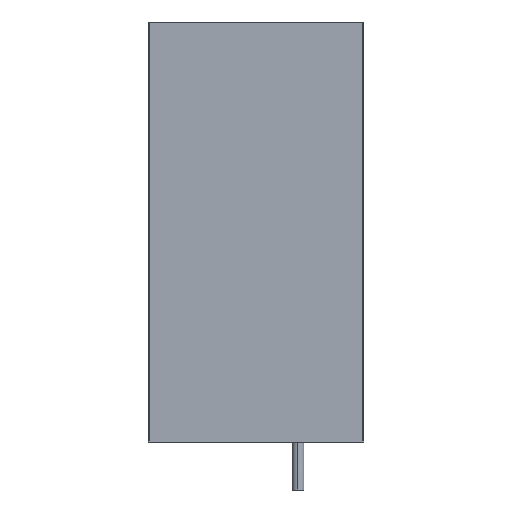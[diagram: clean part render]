
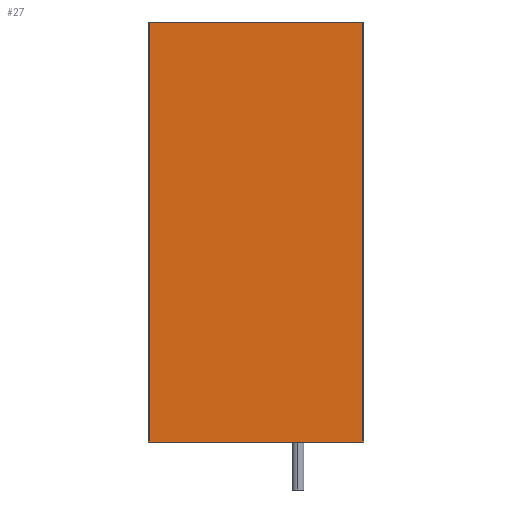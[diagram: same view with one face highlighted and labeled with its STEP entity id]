
A CAD part, left-side view. The second image highlights one B-rep face of the part: STEP entity #27.
In plain terms, the highlighted planar face has unit normal (-1, 0, 0).
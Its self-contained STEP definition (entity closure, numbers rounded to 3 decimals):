
#27=ADVANCED_FACE('',(#153),#2165,.T.);
#153=FACE_OUTER_BOUND('',#279,.T.);
#279=EDGE_LOOP('',(#441,#442,#443,#444));
#441=ORIENTED_EDGE('',*,*,#1350,.T.);
#442=ORIENTED_EDGE('',*,*,#1295,.F.);
#443=ORIENTED_EDGE('',*,*,#1351,.T.);
#444=ORIENTED_EDGE('',*,*,#1294,.T.);
#1294=EDGE_CURVE('',#1974,#1973,#1505,.T.);
#1295=EDGE_CURVE('',#1976,#1975,#1506,.T.);
#1350=EDGE_CURVE('',#1973,#1975,#1548,.T.);
#1351=EDGE_CURVE('',#1976,#1974,#1549,.T.);
#1505=B_SPLINE_CURVE_WITH_KNOTS('',1,(#3377,#3378),.UNSPECIFIED.,.F.,.F.,
(2,2),(88.1,105.9),.UNSPECIFIED.);
#1506=B_SPLINE_CURVE_WITH_KNOTS('',1,(#3379,#3380),.UNSPECIFIED.,.F.,.F.,
(2,2),(88.1,105.9),.UNSPECIFIED.);
#1548=B_SPLINE_CURVE_WITH_KNOTS('',1,(#3502,#3503),.UNSPECIFIED.,.F.,.F.,
(2,2),(0.,35.),.UNSPECIFIED.);
#1549=B_SPLINE_CURVE_WITH_KNOTS('',1,(#3504,#3505),.UNSPECIFIED.,.F.,.F.,
(2,2),(0.,35.),.UNSPECIFIED.);
#1973=VERTEX_POINT('',#2761);
#1974=VERTEX_POINT('',#2762);
#1975=VERTEX_POINT('',#2763);
#1976=VERTEX_POINT('',#2764);
#2165=PLANE('',#2247);
#2247=AXIS2_PLACEMENT_3D('',#2501,#2374,$);
#2374=DIRECTION('',(-1.,0.,0.));
#2501=CARTESIAN_POINT('',(-17.5,8.9,0.));
#2761=CARTESIAN_POINT('',(-17.5,-8.9,0.));
#2762=CARTESIAN_POINT('',(-17.5,8.9,0.));
#2763=CARTESIAN_POINT('',(-17.5,-8.9,35.));
#2764=CARTESIAN_POINT('',(-17.5,8.9,35.));
#3377=CARTESIAN_POINT('',(-17.5,8.9,0.));
#3378=CARTESIAN_POINT('',(-17.5,-8.9,0.));
#3379=CARTESIAN_POINT('',(-17.5,8.9,35.));
#3380=CARTESIAN_POINT('',(-17.5,-8.9,35.));
#3502=CARTESIAN_POINT('',(-17.5,-8.9,0.));
#3503=CARTESIAN_POINT('',(-17.5,-8.9,35.));
#3504=CARTESIAN_POINT('',(-17.5,8.9,35.));
#3505=CARTESIAN_POINT('',(-17.5,8.9,0.));
